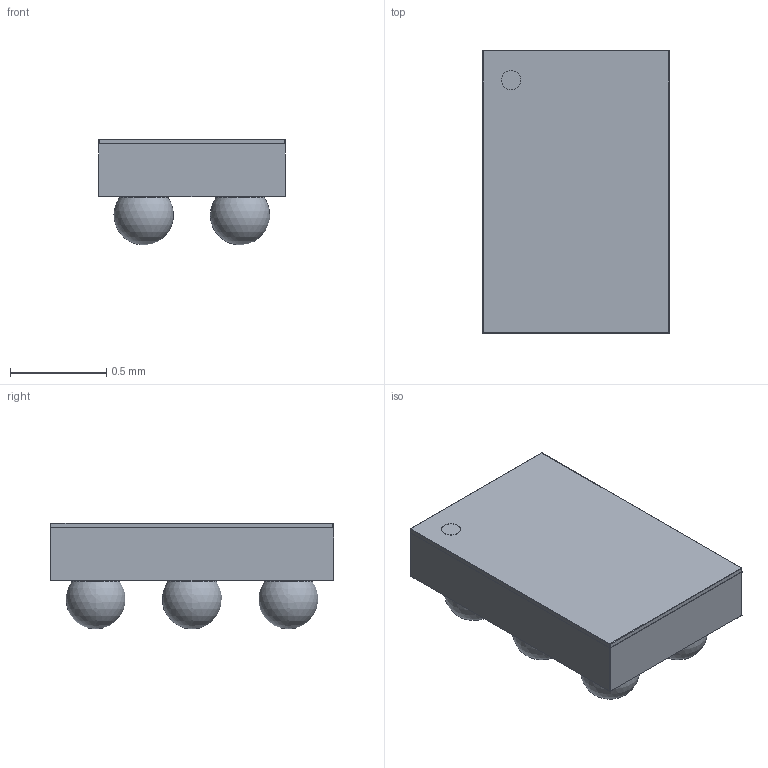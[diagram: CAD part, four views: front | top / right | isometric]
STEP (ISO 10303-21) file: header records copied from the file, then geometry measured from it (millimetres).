
FILE_DESCRIPTION(/* description */ ('Unknown'),/* implementation_level */ '2;1');
FILE_NAME(/* name */ 'LQ05041QCS6',/* time_stamp */ '2023-11-15T14:15:48+02:00',/* author */ ('Unknown'),/* organization */ ('Unknown'),/* preprocessor_version */ 'ST-DEVELOPER v18.102',/* originating_system */ 'Solid Edge',/* authorisation */ 'Unknown');
FILE_SCHEMA (('AUTOMOTIVE_DESIGN {1 0 10303 214 3 1 1}'));
Length unit declared in the file: millimetre
Products named in the file (1): LQ05041QCS6
Bounding box: 0.97 x 1.47 x 0.55 mm (x, y, z)
Volume: 0.5 mm3; surface area: 5.5 mm2
Topology: 1 solids, 1 shells, 106 faces, 259 edges, 159 vertices
Faces by surface type: plane 49, cylinder 29, bspline 12, sphere 10, torus 6
Full cylindrical faces by diameter (mm): 0.1 x1
Entity records: 3847 total; most frequent: CARTESIAN_POINT 705, DIRECTION 490, ORIENTED_EDGE 472, EDGE_CURVE 236, AXIS2_PLACEMENT_3D 169, LINE 152, VECTOR 152, VERTEX_POINT 152
